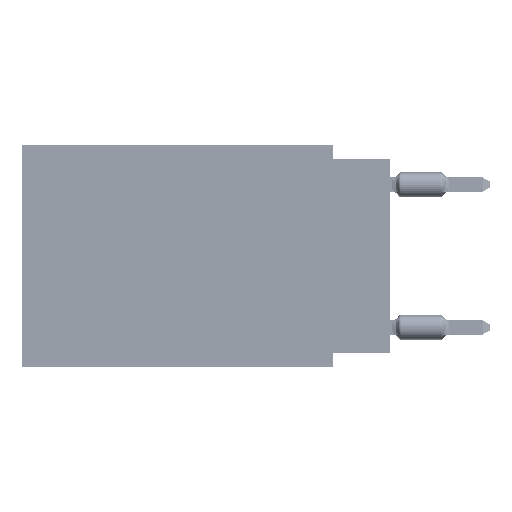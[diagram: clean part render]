
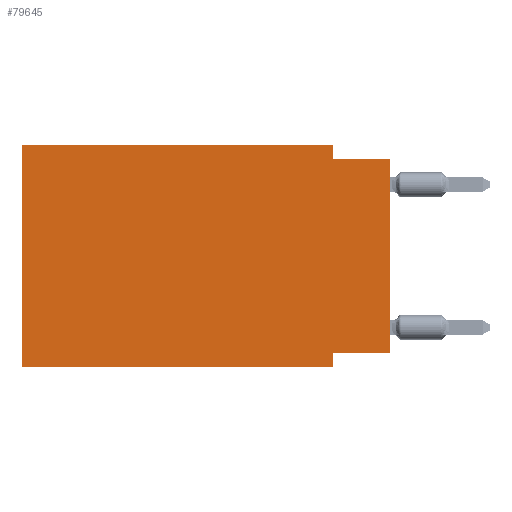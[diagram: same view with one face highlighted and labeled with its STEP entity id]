
A CAD part, left-side view. The second image highlights one B-rep face of the part: STEP entity #79645.
In plain terms, the highlighted planar face has unit normal (-1, 0, 0).
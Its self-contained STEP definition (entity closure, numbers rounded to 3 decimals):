
#745 = EDGE_CURVE ( 'NONE', #70781, #2890, #29727, .T. ) ;
#1991 = EDGE_CURVE ( 'NONE', #20943, #15805, #81069, .T. ) ;
#2515 = CARTESIAN_POINT ( 'NONE',  ( 0., 2.54, 0. ) ) ;
#2890 = VERTEX_POINT ( 'NONE', #65115 ) ;
#7634 = CARTESIAN_POINT ( 'NONE',  ( 0., 0., -0.635 ) ) ;
#7763 = CARTESIAN_POINT ( 'NONE',  ( 0., 2.54, -0.635 ) ) ;
#8734 = EDGE_CURVE ( 'NONE', #75270, #26641, #45010, .T. ) ;
#9500 = VECTOR ( 'NONE', #53782, 1000. ) ;
#10280 = ORIENTED_EDGE ( 'NONE', *, *, #72690, .F. ) ;
#10806 = DIRECTION ( 'NONE',  ( 0., 0., -1. ) ) ;
#12989 = CARTESIAN_POINT ( 'NONE',  ( 0., 0., 0. ) ) ;
#13593 = FACE_OUTER_BOUND ( 'NONE', #44620, .T. ) ;
#15805 = VERTEX_POINT ( 'NONE', #21824 ) ;
#16069 = DIRECTION ( 'NONE',  ( 1., 0., 0. ) ) ;
#17174 = CARTESIAN_POINT ( 'NONE',  ( 0., 16.383, -9.906 ) ) ;
#17194 = CARTESIAN_POINT ( 'NONE',  ( 0., 0., -9.271 ) ) ;
#20943 = VERTEX_POINT ( 'NONE', #29305 ) ;
#20972 = CARTESIAN_POINT ( 'NONE',  ( 0., 16.383, -9.906 ) ) ;
#21824 = CARTESIAN_POINT ( 'NONE',  ( 0., 0., -0.635 ) ) ;
#22322 = LINE ( 'NONE', #7634, #57279 ) ;
#26641 = VERTEX_POINT ( 'NONE', #70859 ) ;
#26956 = ORIENTED_EDGE ( 'NONE', *, *, #69119, .F. ) ;
#29305 = CARTESIAN_POINT ( 'NONE',  ( 0., 0., -9.271 ) ) ;
#29727 = LINE ( 'NONE', #42715, #69649 ) ;
#29833 = CARTESIAN_POINT ( 'NONE',  ( 0., 16.383, 0. ) ) ;
#31954 = VECTOR ( 'NONE', #42586, 1000. ) ;
#34814 = DIRECTION ( 'NONE',  ( 0., -1., 0. ) ) ;
#35054 = AXIS2_PLACEMENT_3D ( 'NONE', #51811, #16069, #41675 ) ;
#35716 = VERTEX_POINT ( 'NONE', #17174 ) ;
#37936 = ORIENTED_EDGE ( 'NONE', *, *, #56514, .F. ) ;
#39863 = VECTOR ( 'NONE', #34814, 1000. ) ;
#41675 = DIRECTION ( 'NONE',  ( 0., 0., -1. ) ) ;
#42586 = DIRECTION ( 'NONE',  ( 0., 0., 1. ) ) ;
#42715 = CARTESIAN_POINT ( 'NONE',  ( 0., 2.54, -9.906 ) ) ;
#43002 = CARTESIAN_POINT ( 'NONE',  ( 0., 16.383, 0. ) ) ;
#44085 = ORIENTED_EDGE ( 'NONE', *, *, #1991, .T. ) ;
#44303 = CARTESIAN_POINT ( 'NONE',  ( 0., 2.54, -9.271 ) ) ;
#44620 = EDGE_LOOP ( 'NONE', ( #44085, #10280, #37936, #62614, #26956, #78918, #68590, #67804 ) ) ;
#45010 = LINE ( 'NONE', #70623, #52919 ) ;
#45417 = DIRECTION ( 'NONE',  ( 0., -1., 0. ) ) ;
#45664 = VECTOR ( 'NONE', #76828, 1000. ) ;
#47608 = VECTOR ( 'NONE', #74304, 1000. ) ;
#51811 = CARTESIAN_POINT ( 'NONE',  ( 0., 16.383, 0. ) ) ;
#52919 = VECTOR ( 'NONE', #45417, 1000. ) ;
#53325 = LINE ( 'NONE', #20972, #39863 ) ;
#53782 = DIRECTION ( 'NONE',  ( 0., 0., -1. ) ) ;
#54202 = VERTEX_POINT ( 'NONE', #7763 ) ;
#56514 = EDGE_CURVE ( 'NONE', #26641, #54202, #60075, .T. ) ;
#57279 = VECTOR ( 'NONE', #67676, 1000. ) ;
#60075 = LINE ( 'NONE', #2515, #9500 ) ;
#60178 = PLANE ( 'NONE',  #35054 ) ;
#62614 = ORIENTED_EDGE ( 'NONE', *, *, #8734, .F. ) ;
#64886 = EDGE_CURVE ( 'NONE', #20943, #70781, #82275, .T. ) ;
#65115 = CARTESIAN_POINT ( 'NONE',  ( 0., 2.54, -9.906 ) ) ;
#67676 = DIRECTION ( 'NONE',  ( 0., -1., 0. ) ) ;
#67804 = ORIENTED_EDGE ( 'NONE', *, *, #64886, .F. ) ;
#68590 = ORIENTED_EDGE ( 'NONE', *, *, #745, .F. ) ;
#69119 = EDGE_CURVE ( 'NONE', #35716, #75270, #81222, .T. ) ;
#69649 = VECTOR ( 'NONE', #10806, 1000. ) ;
#70623 = CARTESIAN_POINT ( 'NONE',  ( 0., 16.383, 0. ) ) ;
#70781 = VERTEX_POINT ( 'NONE', #44303 ) ;
#70859 = CARTESIAN_POINT ( 'NONE',  ( 0., 2.54, 0. ) ) ;
#72690 = EDGE_CURVE ( 'NONE', #54202, #15805, #22322, .T. ) ;
#73026 = EDGE_CURVE ( 'NONE', #35716, #2890, #53325, .T. ) ;
#74304 = DIRECTION ( 'NONE',  ( 0., 1., 0. ) ) ;
#75270 = VERTEX_POINT ( 'NONE', #29833 ) ;
#76828 = DIRECTION ( 'NONE',  ( 0., 0., 1. ) ) ;
#78918 = ORIENTED_EDGE ( 'NONE', *, *, #73026, .T. ) ;
#79645 = ADVANCED_FACE ( 'NONE', ( #13593 ), #60178, .F. ) ;
#81069 = LINE ( 'NONE', #12989, #45664 ) ;
#81222 = LINE ( 'NONE', #43002, #31954 ) ;
#82275 = LINE ( 'NONE', #17194, #47608 ) ;
